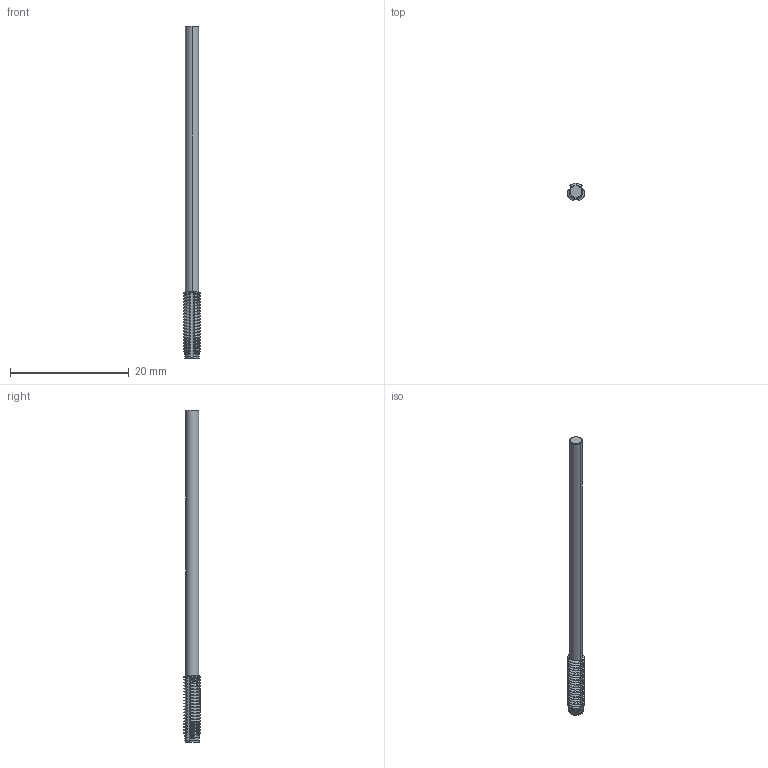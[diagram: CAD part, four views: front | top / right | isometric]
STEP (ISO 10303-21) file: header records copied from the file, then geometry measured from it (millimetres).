
FILE_DESCRIPTION(('no description'),'unknown implementation level');
FILE_NAME('soliddtgZ2Iwj4uYqt7FNl4FQjHrIMk0_1.STP',' ',('CIM GmbH Aachen'),('CADClick - KiM GmbH - www.kimweb.de'),'unknown preprocess','ACIS','unknown authorization');
FILE_SCHEMA(('automotive_design'));
Length unit declared in the file: millimetre
Products named in the file (2): 1; 2
Bounding box: 3 x 2.93 x 56 mm (x, y, z)
Volume: 230 mm3; surface area: 620.4 mm2
Topology: 2 solids, 2 shells, 469 faces, 1296 edges, 831 vertices
Faces by surface type: cone 248, cylinder 206, plane 9, torus 6
Entity records: 31524 total; most frequent: CARTESIAN_POINT 5281, STYLED_ITEM 2598, PRESENTATION_STYLE_ASSIGNMENT 2598, COLOUR_RGB 2598, ORIENTED_EDGE 2592, DIRECTION 2461, EDGE_CURVE 1296, CURVE_STYLE 1296
